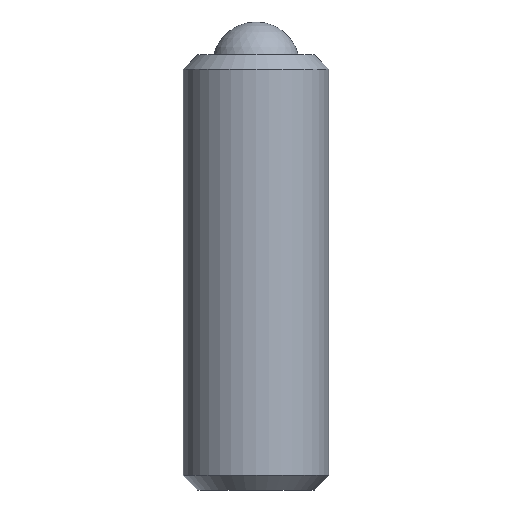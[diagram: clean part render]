
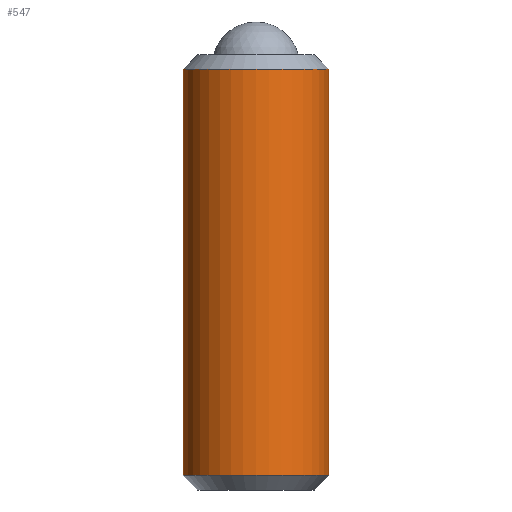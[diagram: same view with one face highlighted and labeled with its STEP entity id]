
A CAD part, left-side view. The second image highlights one B-rep face of the part: STEP entity #547.
In plain terms, the highlighted cylindrical face has radius 1.25 mm (diameter 2.5 mm), a partial arc.
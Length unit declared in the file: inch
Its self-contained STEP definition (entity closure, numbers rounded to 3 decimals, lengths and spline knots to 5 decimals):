
#31 = CARTESIAN_POINT ( 'NONE',  ( 0., 0.04921, -0.137 ) ) ;
#65 = EDGE_CURVE ( 'NONE', #517, #781, #913, .T. ) ;
#109 = CYLINDRICAL_SURFACE ( 'NONE', #287, 0.04921 ) ;
#131 = ORIENTED_EDGE ( 'NONE', *, *, #623, .F. ) ;
#170 = ORIENTED_EDGE ( 'NONE', *, *, #907, .F. ) ;
#236 = CARTESIAN_POINT ( 'NONE',  ( 0., 0.04921, 0.137 ) ) ;
#239 = DIRECTION ( 'NONE',  ( 0., -1., 0. ) ) ;
#261 = ORIENTED_EDGE ( 'NONE', *, *, #519, .T. ) ;
#287 = AXIS2_PLACEMENT_3D ( 'NONE', #396, #488, #1126 ) ;
#333 = VECTOR ( 'NONE', #962, 39.37008 ) ;
#355 = AXIS2_PLACEMENT_3D ( 'NONE', #918, #378, #745 ) ;
#378 = DIRECTION ( 'NONE',  ( 0., 0., 1. ) ) ;
#396 = CARTESIAN_POINT ( 'NONE',  ( 0., 0., 0.09771 ) ) ;
#400 = CARTESIAN_POINT ( 'NONE',  ( 0., -0.04921, 0.09771 ) ) ;
#428 = CARTESIAN_POINT ( 'NONE',  ( 0., 0., -0.137 ) ) ;
#443 = CIRCLE ( 'NONE', #355, 0.04921 ) ;
#488 = DIRECTION ( 'NONE',  ( 0., 0., 1. ) ) ;
#517 = VERTEX_POINT ( 'NONE', #31 ) ;
#519 = EDGE_CURVE ( 'NONE', #781, #525, #1151, .T. ) ;
#525 = VERTEX_POINT ( 'NONE', #761 ) ;
#547 = ADVANCED_FACE ( 'NONE', ( #996 ), #109, .T. ) ;
#623 = EDGE_CURVE ( 'NONE', #517, #1117, #992, .T. ) ;
#656 = ORIENTED_EDGE ( 'NONE', *, *, #65, .T. ) ;
#692 = CARTESIAN_POINT ( 'NONE',  ( 0., 0.04921, 0.09771 ) ) ;
#696 = DIRECTION ( 'NONE',  ( 0., 0., 1. ) ) ;
#745 = DIRECTION ( 'NONE',  ( 0., -1., 0. ) ) ;
#761 = CARTESIAN_POINT ( 'NONE',  ( 0., -0.04921, 0.137 ) ) ;
#778 = EDGE_LOOP ( 'NONE', ( #131, #656, #261, #170 ) ) ;
#781 = VERTEX_POINT ( 'NONE', #882 ) ;
#882 = CARTESIAN_POINT ( 'NONE',  ( 0., -0.04921, -0.137 ) ) ;
#907 = EDGE_CURVE ( 'NONE', #1117, #525, #443, .T. ) ;
#913 = CIRCLE ( 'NONE', #1167, 0.04921 ) ;
#918 = CARTESIAN_POINT ( 'NONE',  ( 0., 0., 0.137 ) ) ;
#962 = DIRECTION ( 'NONE',  ( 0., 0., 1. ) ) ;
#992 = LINE ( 'NONE', #692, #333 ) ;
#996 = FACE_OUTER_BOUND ( 'NONE', #778, .T. ) ;
#1043 = VECTOR ( 'NONE', #1137, 39.37008 ) ;
#1117 = VERTEX_POINT ( 'NONE', #236 ) ;
#1126 = DIRECTION ( 'NONE',  ( 0., -1., 0. ) ) ;
#1137 = DIRECTION ( 'NONE',  ( 0., 0., 1. ) ) ;
#1151 = LINE ( 'NONE', #400, #1043 ) ;
#1167 = AXIS2_PLACEMENT_3D ( 'NONE', #428, #696, #239 ) ;
